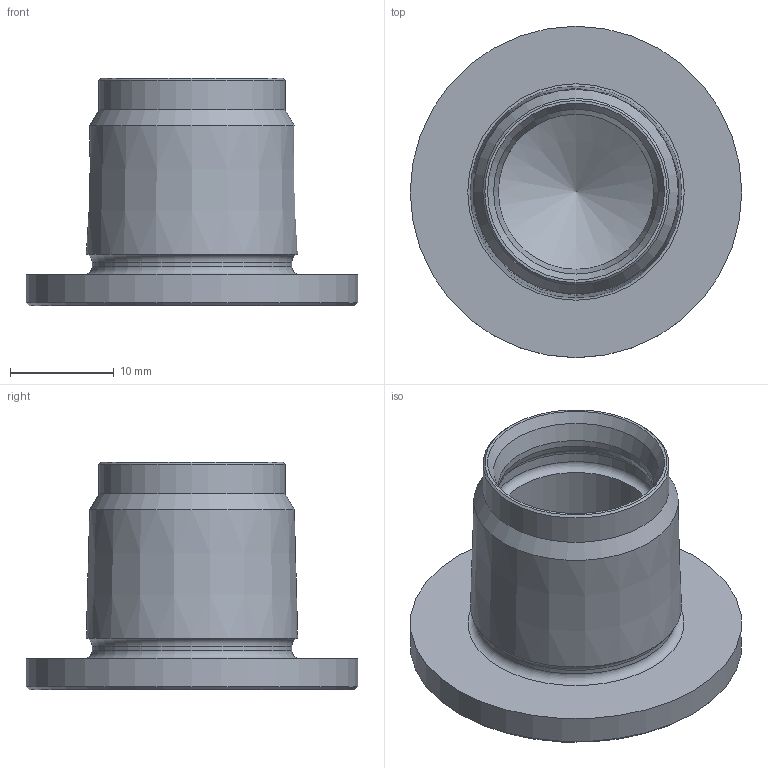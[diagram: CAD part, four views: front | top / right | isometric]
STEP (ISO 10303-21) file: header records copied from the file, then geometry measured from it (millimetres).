
FILE_DESCRIPTION(/* description */ (''),/* implementation_level */ '2;1');
FILE_NAME(/* name */ '1597646986688.stp',/* time_stamp */ '2020-08-17T12:19:57+06:00',/* author */ (''),/* organization */ ('SMS'),/* preprocessor_version */ 'ST-DEVELOPER v16.7',/* originating_system */ 'SIEMENS PLM Software NX 12.0',/* authorisation */ '');
FILE_SCHEMA (('AUTOMOTIVE_DESIGN { 1 0 10303 214 3 1 1 1 }'));
Length unit declared in the file: millimetre
Products named in the file (1): 203124683mod000_00
Bounding box: 32 x 32 x 22 mm (x, y, z)
Volume: 5444 mm3; surface area: 3679.3 mm2
Topology: 1 solids, 1 shells, 21 faces, 40 edges, 24 vertices
Faces by surface type: cone 8, cylinder 6, torus 4, plane 3
Full cylindrical faces by diameter (mm): 15 x2, 16.5 x1, 18 x1, 19.3 x1, 32 x1
Entity records: 474 total; most frequent: DIRECTION 88, CARTESIAN_POINT 67, AXIS2_PLACEMENT_3D 44, FACE_BOUND 40, EDGE_LOOP 40, ORIENTED_EDGE 40, ADVANCED_FACE 21, VERTEX_POINT 21
